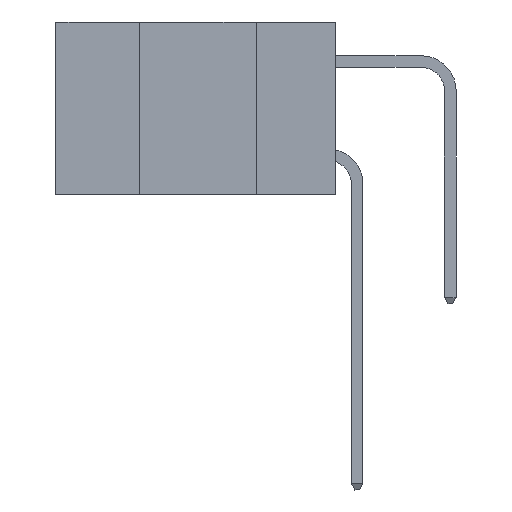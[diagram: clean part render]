
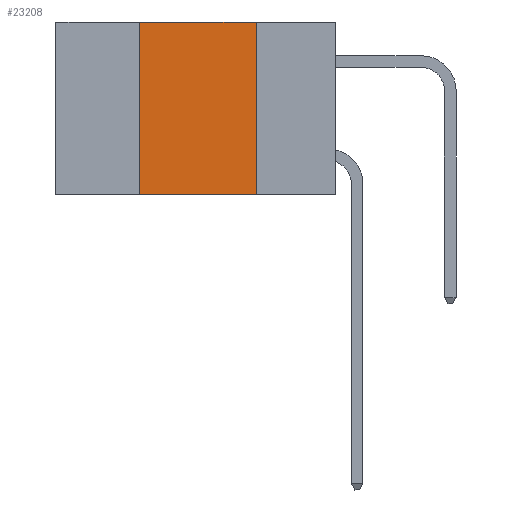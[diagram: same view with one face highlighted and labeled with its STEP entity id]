
A CAD part, left-side view. The second image highlights one B-rep face of the part: STEP entity #23208.
In plain terms, the highlighted planar face has unit normal (-1, 0, 0).
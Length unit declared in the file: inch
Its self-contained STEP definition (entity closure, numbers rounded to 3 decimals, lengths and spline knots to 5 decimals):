
#975 = EDGE_CURVE ( 'NONE', #15946, #6446, #7771, .T. ) ;
#2819 = EDGE_CURVE ( 'NONE', #11314, #23579, #8288, .T. ) ;
#3139 = ORIENTED_EDGE ( 'NONE', *, *, #2819, .T. ) ;
#3199 = VECTOR ( 'NONE', #14222, 39.37008 ) ;
#5150 = DIRECTION ( 'NONE',  ( 1., 0., 0. ) ) ;
#5355 = CARTESIAN_POINT ( 'NONE',  ( 0., 0.17, 0. ) ) ;
#6446 = VERTEX_POINT ( 'NONE', #23315 ) ;
#6740 = CARTESIAN_POINT ( 'NONE',  ( 0., 0.42, 0. ) ) ;
#7557 = EDGE_CURVE ( 'NONE', #11314, #15946, #9649, .T. ) ;
#7771 = LINE ( 'NONE', #7855, #3199 ) ;
#7855 = CARTESIAN_POINT ( 'NONE',  ( 0., 0.6, 0. ) ) ;
#7896 = CARTESIAN_POINT ( 'NONE',  ( 0., 0.42, -0.37 ) ) ;
#8288 = LINE ( 'NONE', #15713, #12945 ) ;
#8800 = EDGE_LOOP ( 'NONE', ( #16176, #21779, #12378, #3139 ) ) ;
#9649 = LINE ( 'NONE', #17185, #24103 ) ;
#11314 = VERTEX_POINT ( 'NONE', #7896 ) ;
#12330 = VECTOR ( 'NONE', #20755, 39.37008 ) ;
#12378 = ORIENTED_EDGE ( 'NONE', *, *, #7557, .F. ) ;
#12945 = VECTOR ( 'NONE', #23171, 39.37008 ) ;
#14080 = AXIS2_PLACEMENT_3D ( 'NONE', #16657, #5150, #18635 ) ;
#14222 = DIRECTION ( 'NONE',  ( 0., -1., 0. ) ) ;
#15713 = CARTESIAN_POINT ( 'NONE',  ( 0., 0.6, -0.37 ) ) ;
#15946 = VERTEX_POINT ( 'NONE', #6740 ) ;
#16136 = LINE ( 'NONE', #5355, #12330 ) ;
#16176 = ORIENTED_EDGE ( 'NONE', *, *, #18560, .F. ) ;
#16657 = CARTESIAN_POINT ( 'NONE',  ( 0., 0.6, 0. ) ) ;
#17185 = CARTESIAN_POINT ( 'NONE',  ( 0., 0.42, 0. ) ) ;
#17792 = CARTESIAN_POINT ( 'NONE',  ( 0., 0.17, -0.37 ) ) ;
#18560 = EDGE_CURVE ( 'NONE', #6446, #23579, #16136, .T. ) ;
#18635 = DIRECTION ( 'NONE',  ( 0., 0., -1. ) ) ;
#19089 = DIRECTION ( 'NONE',  ( 0., 0., 1. ) ) ;
#20755 = DIRECTION ( 'NONE',  ( 0., 0., -1. ) ) ;
#21779 = ORIENTED_EDGE ( 'NONE', *, *, #975, .F. ) ;
#23171 = DIRECTION ( 'NONE',  ( 0., -1., 0. ) ) ;
#23208 = ADVANCED_FACE ( 'NONE', ( #23814 ), #24165, .F. ) ;
#23315 = CARTESIAN_POINT ( 'NONE',  ( 0., 0.17, 0. ) ) ;
#23579 = VERTEX_POINT ( 'NONE', #17792 ) ;
#23814 = FACE_OUTER_BOUND ( 'NONE', #8800, .T. ) ;
#24103 = VECTOR ( 'NONE', #19089, 39.37008 ) ;
#24165 = PLANE ( 'NONE',  #14080 ) ;
